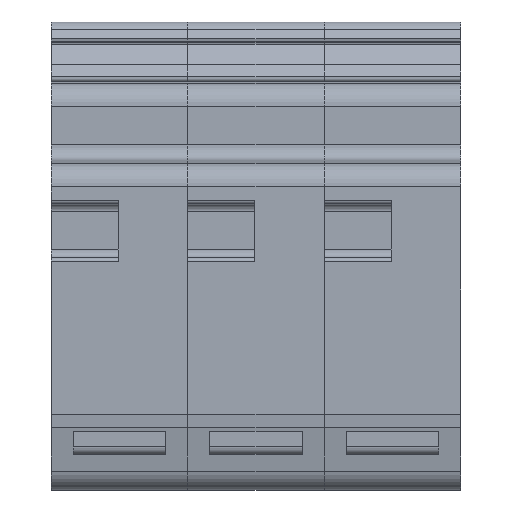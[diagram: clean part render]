
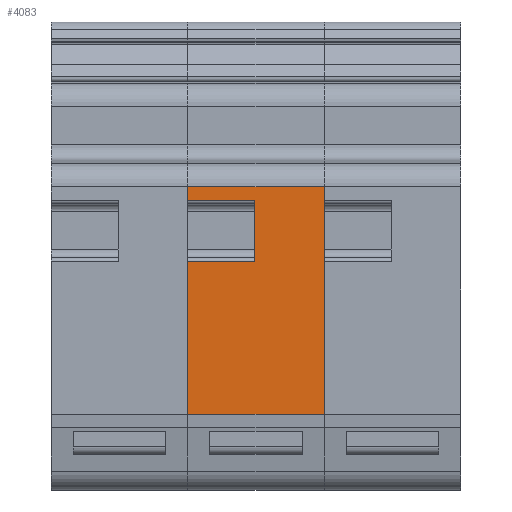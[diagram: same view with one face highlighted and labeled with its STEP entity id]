
A CAD part, front view. The second image highlights one B-rep face of the part: STEP entity #4083.
In plain terms, the highlighted planar face has unit normal (0, -1, 0).
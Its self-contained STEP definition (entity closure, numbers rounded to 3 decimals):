
#125=PLANE($,#6511);
#414=FACE_OUTER_BOUND($,#736,.T.);
#736=EDGE_LOOP($,(#3023,#3024,#3025,#3026,#3027,#3028,#3029,#3030));
#1155=VERTEX_POINT($,#9531);
#1156=VERTEX_POINT($,#9533);
#1158=VERTEX_POINT($,#9538);
#1160=VERTEX_POINT($,#9542);
#1181=VERTEX_POINT($,#9610);
#1182=VERTEX_POINT($,#9612);
#1183=VERTEX_POINT($,#9614);
#1184=VERTEX_POINT($,#9616);
#1811=EDGE_CURVE($,#1156,#1155,#5009,.T.);
#1816=EDGE_CURVE($,#1158,#1160,#5011,.T.);
#1825=EDGE_CURVE($,#1160,#1156,#5018,.T.);
#1849=EDGE_CURVE($,#1181,#1155,#5034,.T.);
#1850=EDGE_CURVE($,#1181,#1182,#5035,.T.);
#1851=EDGE_CURVE($,#1183,#1182,#5036,.T.);
#1852=EDGE_CURVE($,#1184,#1183,#5037,.T.);
#1853=EDGE_CURVE($,#1158,#1184,#5038,.T.);
#3023=ORIENTED_EDGE($,*,*,#1816,.T.);
#3024=ORIENTED_EDGE($,*,*,#1825,.T.);
#3025=ORIENTED_EDGE($,*,*,#1811,.T.);
#3026=ORIENTED_EDGE($,*,*,#1849,.F.);
#3027=ORIENTED_EDGE($,*,*,#1850,.T.);
#3028=ORIENTED_EDGE($,*,*,#1851,.F.);
#3029=ORIENTED_EDGE($,*,*,#1852,.F.);
#3030=ORIENTED_EDGE($,*,*,#1853,.F.);
#4083=ADVANCED_FACE($,(#414),#125,.T.);
#5009=LINE($,#9534,#5777);
#5011=LINE($,#9544,#5779);
#5018=LINE($,#9561,#5786);
#5034=LINE($,#9611,#5802);
#5035=LINE($,#9613,#5803);
#5036=LINE($,#9615,#5804);
#5037=LINE($,#9617,#5805);
#5038=LINE($,#9618,#5806);
#5777=VECTOR($,#7587,8.75);
#5779=VECTOR($,#7597,8.75);
#5786=VECTOR($,#7616,7.897);
#5802=VECTOR($,#7666,19.977);
#5803=VECTOR($,#7667,17.8);
#5804=VECTOR($,#7668,29.677);
#5805=VECTOR($,#7669,17.8);
#5806=VECTOR($,#7670,1.803);
#6511=AXIS2_PLACEMENT_3D($,#9609,#7664,#7665);
#7587=DIRECTION($,(-1.,0.,0.));
#7597=DIRECTION($,(1.,0.,0.));
#7616=DIRECTION($,(0.,0.,-1.));
#7664=DIRECTION('center_axis',(0.,-1.,0.));
#7665=DIRECTION('ref_axis',(0.,0.,-1.));
#7666=DIRECTION($,(0.,0.,1.));
#7667=DIRECTION($,(1.,0.,0.));
#7668=DIRECTION($,(0.,0.,-1.));
#7669=DIRECTION($,(1.,0.,0.));
#7670=DIRECTION($,(0.,0.,1.));
#9531=CARTESIAN_POINT('',(17.8,-38.699,24.833));
#9533=CARTESIAN_POINT('',(26.55,-38.699,24.833));
#9534=CARTESIAN_POINT($,(17.8,-38.699,24.833));
#9538=CARTESIAN_POINT('',(17.8,-38.699,32.73));
#9542=CARTESIAN_POINT('',(26.55,-38.699,32.73));
#9544=CARTESIAN_POINT($,(17.8,-38.699,32.73));
#9561=CARTESIAN_POINT($,(26.55,-38.699,30.756));
#9609=CARTESIAN_POINT('Origin',(17.8,-38.699,32.73));
#9610=CARTESIAN_POINT('',(17.8,-38.699,4.856));
#9611=CARTESIAN_POINT($,(17.8,-38.699,4.856));
#9612=CARTESIAN_POINT('',(35.6,-38.699,4.856));
#9613=CARTESIAN_POINT($,(17.8,-38.699,4.856));
#9614=CARTESIAN_POINT('',(35.6,-38.699,34.533));
#9615=CARTESIAN_POINT($,(35.6,-38.699,4.856));
#9616=CARTESIAN_POINT('',(17.8,-38.699,34.533));
#9617=CARTESIAN_POINT($,(17.8,-38.699,34.533));
#9618=CARTESIAN_POINT($,(17.8,-38.699,4.856));
